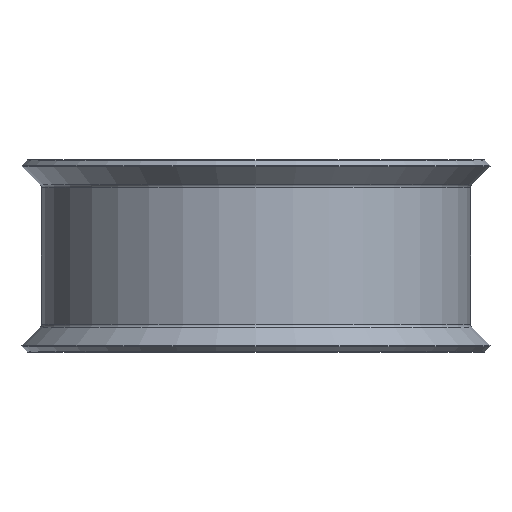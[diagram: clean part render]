
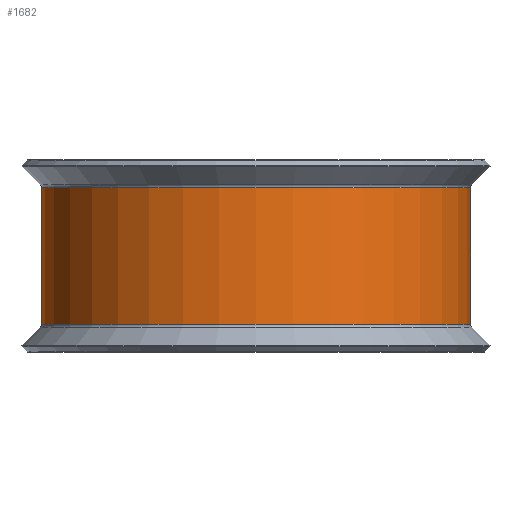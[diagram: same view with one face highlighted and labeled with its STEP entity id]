
A CAD part, front view. The second image highlights one B-rep face of the part: STEP entity #1682.
In plain terms, the highlighted cylindrical face has radius 14.122 mm (diameter 28.245 mm), a partial arc.
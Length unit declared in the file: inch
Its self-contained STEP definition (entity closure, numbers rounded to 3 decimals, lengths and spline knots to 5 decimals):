
#85 = DIRECTION ( 'NONE',  ( 0., 0., -1. ) ) ;
#112 = DIRECTION ( 'NONE',  ( 0., 0., -1. ) ) ;
#126 = VECTOR ( 'NONE', #2508, 39.37008 ) ;
#423 = CIRCLE ( 'NONE', #813, 0.556 ) ;
#457 = FACE_OUTER_BOUND ( 'NONE', #2741, .T. ) ;
#460 = DIRECTION ( 'NONE',  ( 0., 0., -1. ) ) ;
#566 = CARTESIAN_POINT ( 'NONE',  ( -0.025, -0.906, 0.25 ) ) ;
#718 = EDGE_CURVE ( 'NONE', #1286, #3028, #1294, .T. ) ;
#777 = CIRCLE ( 'NONE', #2734, 0.556 ) ;
#813 = AXIS2_PLACEMENT_3D ( 'NONE', #1937, #460, #2166 ) ;
#858 = LINE ( 'NONE', #566, #126 ) ;
#932 = ORIENTED_EDGE ( 'NONE', *, *, #2360, .T. ) ;
#1094 = VERTEX_POINT ( 'NONE', #2062 ) ;
#1286 = VERTEX_POINT ( 'NONE', #2894 ) ;
#1294 = LINE ( 'NONE', #2882, #2530 ) ;
#1553 = CARTESIAN_POINT ( 'NONE',  ( 0.531, -0.906, 0.17722 ) ) ;
#1578 = CARTESIAN_POINT ( 'NONE',  ( 0.531, -0.906, 0.25 ) ) ;
#1682 = ADVANCED_FACE ( 'NONE', ( #457 ), #2251, .T. ) ;
#1809 = DIRECTION ( 'NONE',  ( -1., 0., 0. ) ) ;
#1907 = ORIENTED_EDGE ( 'NONE', *, *, #2822, .F. ) ;
#1937 = CARTESIAN_POINT ( 'NONE',  ( 0.531, -0.906, -0.17722 ) ) ;
#2046 = AXIS2_PLACEMENT_3D ( 'NONE', #1578, #112, #3031 ) ;
#2062 = CARTESIAN_POINT ( 'NONE',  ( -0.025, -0.906, 0.17722 ) ) ;
#2166 = DIRECTION ( 'NONE',  ( -1., 0., 0. ) ) ;
#2251 = CYLINDRICAL_SURFACE ( 'NONE', #2046, 0.556 ) ;
#2354 = EDGE_CURVE ( 'NONE', #1094, #2403, #858, .T. ) ;
#2360 = EDGE_CURVE ( 'NONE', #1286, #1094, #777, .T. ) ;
#2403 = VERTEX_POINT ( 'NONE', #2440 ) ;
#2440 = CARTESIAN_POINT ( 'NONE',  ( -0.025, -0.906, -0.17722 ) ) ;
#2508 = DIRECTION ( 'NONE',  ( 0., 0., -1. ) ) ;
#2530 = VECTOR ( 'NONE', #3126, 39.37008 ) ;
#2669 = CARTESIAN_POINT ( 'NONE',  ( 0.531, -0.35, -0.17722 ) ) ;
#2734 = AXIS2_PLACEMENT_3D ( 'NONE', #1553, #85, #1809 ) ;
#2741 = EDGE_LOOP ( 'NONE', ( #2857, #1907, #2859, #932 ) ) ;
#2822 = EDGE_CURVE ( 'NONE', #3028, #2403, #423, .T. ) ;
#2857 = ORIENTED_EDGE ( 'NONE', *, *, #2354, .T. ) ;
#2859 = ORIENTED_EDGE ( 'NONE', *, *, #718, .F. ) ;
#2882 = CARTESIAN_POINT ( 'NONE',  ( 0.531, -0.35, 0.25 ) ) ;
#2894 = CARTESIAN_POINT ( 'NONE',  ( 0.531, -0.35, 0.17722 ) ) ;
#3028 = VERTEX_POINT ( 'NONE', #2669 ) ;
#3031 = DIRECTION ( 'NONE',  ( -1., 0., 0. ) ) ;
#3126 = DIRECTION ( 'NONE',  ( 0., 0., -1. ) ) ;
